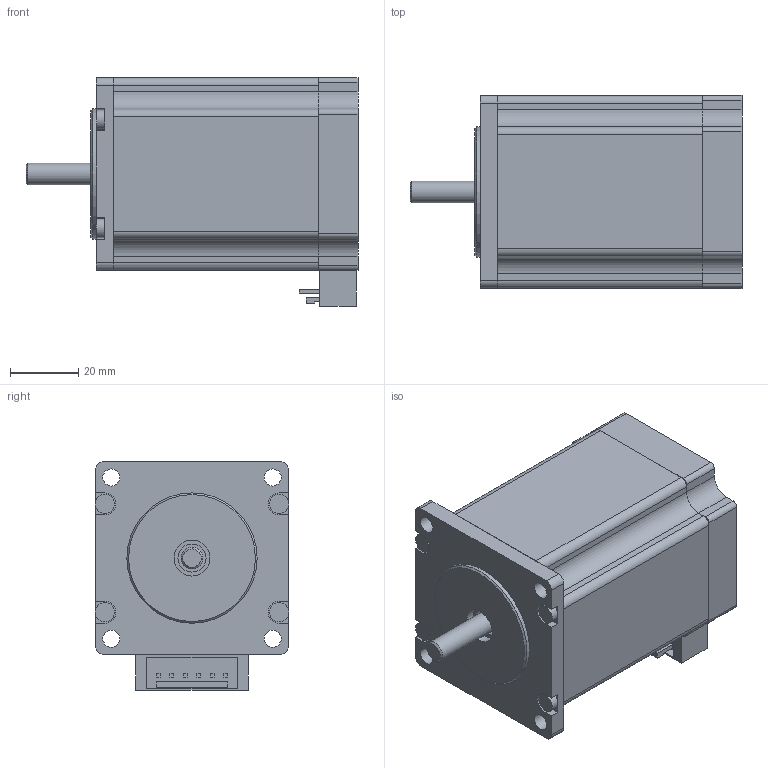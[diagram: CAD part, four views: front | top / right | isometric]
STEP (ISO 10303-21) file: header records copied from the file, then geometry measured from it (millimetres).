
FILE_DESCRIPTION(/* description */ (''),/* implementation_level */ '2;1');
FILE_NAME(/* name */ 'SCA5618L-A2.stp',/* time_stamp */ '2019-06-06T10:24:12+02:00',/* author */ ('angelika.schneid'),/* organization */ (''),/* preprocessor_version */ 'ST-DEVELOPER v17',/* originating_system */ 'Autodesk Inventor 2018',/* authorisation */ '');
FILE_SCHEMA (('AUTOMOTIVE_DESIGN { 1 0 10303 214 3 1 1 }'));
Length unit declared in the file: millimetre
Products named in the file (1): SCA5618L-A2_Shrinkwrap_1
Bounding box: 97.1 x 56.54 x 66.9 mm (x, y, z)
Volume: 226313.9 mm3; surface area: 38905.7 mm2
Topology: 4 solids, 4 shells, 169 faces, 443 edges, 297 vertices
Faces by surface type: plane 109, cylinder 54, cone 6
Full cylindrical faces by diameter (mm): 2 x1, 2.5 x4, 3.2 x4, 5 x4, 5.6 x4, 6.35 x1, 8.2 x2, 10.5 x1, 38.1 x1
Entity records: 5447 total; most frequent: DIRECTION 916, CARTESIAN_POINT 906, ORIENTED_EDGE 878, EDGE_CURVE 439, AXIS2_PLACEMENT_3D 307, LINE 302, VECTOR 302, VERTEX_POINT 297
